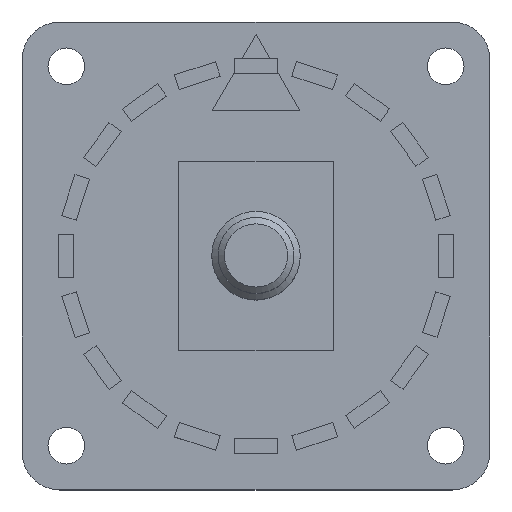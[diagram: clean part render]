
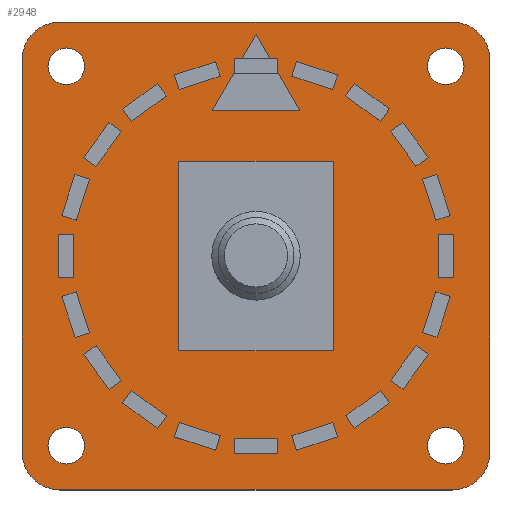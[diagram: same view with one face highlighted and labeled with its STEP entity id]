
A CAD part, top view. The second image highlights one B-rep face of the part: STEP entity #2948.
In plain terms, the highlighted planar face has unit normal (0, 0, 1).
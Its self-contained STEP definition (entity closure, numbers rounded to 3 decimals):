
#72=CIRCLE('',#3170,3.);
#74=CIRCLE('',#3174,3.);
#75=CIRCLE('',#3175,3.);
#76=CIRCLE('',#3176,3.);
#77=CIRCLE('',#3177,1.45);
#78=CIRCLE('',#3178,1.45);
#79=CIRCLE('',#3179,1.45);
#80=CIRCLE('',#3180,1.45);
#96=FACE_BOUND('',#344,.T.);
#97=FACE_BOUND('',#345,.T.);
#98=FACE_BOUND('',#346,.T.);
#99=FACE_BOUND('',#347,.T.);
#100=FACE_BOUND('',#348,.T.);
#101=FACE_BOUND('',#349,.T.);
#154=FACE_OUTER_BOUND('',#343,.T.);
#343=EDGE_LOOP('',(#2137,#2138,#2139,#2140,#2141,#2142,#2143,#2144));
#344=EDGE_LOOP('',(#2145,#2146,#2147));
#345=EDGE_LOOP('',(#2148));
#346=EDGE_LOOP('',(#2149));
#347=EDGE_LOOP('',(#2150));
#348=EDGE_LOOP('',(#2151,#2152,#2153,#2154));
#349=EDGE_LOOP('',(#2155));
#566=LINE('',#4281,#947);
#570=LINE('',#4289,#951);
#573=LINE('',#4294,#954);
#602=LINE('',#4367,#983);
#605=LINE('',#4373,#986);
#606=LINE('',#4377,#987);
#607=LINE('',#4381,#988);
#608=LINE('',#4391,#989);
#609=LINE('',#4393,#990);
#610=LINE('',#4395,#991);
#611=LINE('',#4396,#992);
#947=VECTOR('',#3463,10.);
#951=VECTOR('',#3469,10.);
#954=VECTOR('',#3474,10.);
#983=VECTOR('',#3543,10.);
#986=VECTOR('',#3548,10.);
#987=VECTOR('',#3551,10.);
#988=VECTOR('',#3554,10.);
#989=VECTOR('',#3563,10.);
#990=VECTOR('',#3564,10.);
#991=VECTOR('',#3565,10.);
#992=VECTOR('',#3566,10.);
#1304=VERTEX_POINT('',#4279);
#1305=VERTEX_POINT('',#4280);
#1308=VERTEX_POINT('',#4288);
#1329=VERTEX_POINT('',#4357);
#1330=VERTEX_POINT('',#4358);
#1333=VERTEX_POINT('',#4366);
#1335=VERTEX_POINT('',#4372);
#1336=VERTEX_POINT('',#4374);
#1337=VERTEX_POINT('',#4376);
#1338=VERTEX_POINT('',#4378);
#1339=VERTEX_POINT('',#4380);
#1340=VERTEX_POINT('',#4383);
#1341=VERTEX_POINT('',#4385);
#1342=VERTEX_POINT('',#4387);
#1343=VERTEX_POINT('',#4389);
#1344=VERTEX_POINT('',#4390);
#1345=VERTEX_POINT('',#4392);
#1346=VERTEX_POINT('',#4394);
#1347=VERTEX_POINT('',#4397);
#1595=EDGE_CURVE('',#1304,#1305,#566,.T.);
#1599=EDGE_CURVE('',#1305,#1308,#570,.T.);
#1602=EDGE_CURVE('',#1308,#1304,#573,.T.);
#1632=EDGE_CURVE('',#1329,#1330,#72,.T.);
#1636=EDGE_CURVE('',#1333,#1330,#602,.T.);
#1639=EDGE_CURVE('',#1329,#1335,#605,.T.);
#1640=EDGE_CURVE('',#1336,#1335,#74,.T.);
#1641=EDGE_CURVE('',#1336,#1337,#606,.T.);
#1642=EDGE_CURVE('',#1338,#1337,#75,.T.);
#1643=EDGE_CURVE('',#1338,#1339,#607,.T.);
#1644=EDGE_CURVE('',#1333,#1339,#76,.T.);
#1645=EDGE_CURVE('',#1340,#1340,#77,.T.);
#1646=EDGE_CURVE('',#1341,#1341,#78,.T.);
#1647=EDGE_CURVE('',#1342,#1342,#79,.T.);
#1648=EDGE_CURVE('',#1343,#1344,#608,.T.);
#1649=EDGE_CURVE('',#1344,#1345,#609,.T.);
#1650=EDGE_CURVE('',#1345,#1346,#610,.T.);
#1651=EDGE_CURVE('',#1346,#1343,#611,.T.);
#1652=EDGE_CURVE('',#1347,#1347,#80,.T.);
#2137=ORIENTED_EDGE('',*,*,#1632,.F.);
#2138=ORIENTED_EDGE('',*,*,#1639,.T.);
#2139=ORIENTED_EDGE('',*,*,#1640,.F.);
#2140=ORIENTED_EDGE('',*,*,#1641,.T.);
#2141=ORIENTED_EDGE('',*,*,#1642,.F.);
#2142=ORIENTED_EDGE('',*,*,#1643,.T.);
#2143=ORIENTED_EDGE('',*,*,#1644,.F.);
#2144=ORIENTED_EDGE('',*,*,#1636,.T.);
#2145=ORIENTED_EDGE('',*,*,#1595,.T.);
#2146=ORIENTED_EDGE('',*,*,#1599,.T.);
#2147=ORIENTED_EDGE('',*,*,#1602,.T.);
#2148=ORIENTED_EDGE('',*,*,#1645,.T.);
#2149=ORIENTED_EDGE('',*,*,#1646,.T.);
#2150=ORIENTED_EDGE('',*,*,#1647,.T.);
#2151=ORIENTED_EDGE('',*,*,#1648,.T.);
#2152=ORIENTED_EDGE('',*,*,#1649,.T.);
#2153=ORIENTED_EDGE('',*,*,#1650,.T.);
#2154=ORIENTED_EDGE('',*,*,#1651,.T.);
#2155=ORIENTED_EDGE('',*,*,#1652,.T.);
#2772=PLANE('',#3173);
#2948=ADVANCED_FACE('',(#154,#96,#97,#98,#99,#100,#101),#2772,.T.);
#3170=AXIS2_PLACEMENT_3D('',#4359,#3535,#3536);
#3173=AXIS2_PLACEMENT_3D('',#4371,#3546,#3547);
#3174=AXIS2_PLACEMENT_3D('',#4375,#3549,#3550);
#3175=AXIS2_PLACEMENT_3D('',#4379,#3552,#3553);
#3176=AXIS2_PLACEMENT_3D('',#4382,#3555,#3556);
#3177=AXIS2_PLACEMENT_3D('',#4384,#3557,#3558);
#3178=AXIS2_PLACEMENT_3D('',#4386,#3559,#3560);
#3179=AXIS2_PLACEMENT_3D('',#4388,#3561,#3562);
#3180=AXIS2_PLACEMENT_3D('',#4398,#3567,#3568);
#3463=DIRECTION('',(-1.,0.003,0.));
#3469=DIRECTION('',(0.502,0.865,0.));
#3474=DIRECTION('',(0.498,-0.867,0.));
#3535=DIRECTION('center_axis',(0.,0.,-1.));
#3536=DIRECTION('ref_axis',(-0.707,0.707,0.));
#3543=DIRECTION('',(-1.,0.,0.));
#3546=DIRECTION('center_axis',(0.,0.,1.));
#3547=DIRECTION('ref_axis',(1.,0.,0.));
#3548=DIRECTION('',(0.,-1.,0.));
#3549=DIRECTION('center_axis',(0.,0.,-1.));
#3550=DIRECTION('ref_axis',(-0.707,-0.707,0.));
#3551=DIRECTION('',(1.,0.,0.));
#3552=DIRECTION('center_axis',(0.,0.,-1.));
#3553=DIRECTION('ref_axis',(0.707,-0.707,0.));
#3554=DIRECTION('',(0.,1.,0.));
#3555=DIRECTION('center_axis',(0.,0.,-1.));
#3556=DIRECTION('ref_axis',(0.707,0.707,0.));
#3557=DIRECTION('center_axis',(0.,0.,-1.));
#3558=DIRECTION('ref_axis',(1.,0.,0.));
#3559=DIRECTION('center_axis',(0.,0.,-1.));
#3560=DIRECTION('ref_axis',(1.,0.,0.));
#3561=DIRECTION('center_axis',(0.,0.,-1.));
#3562=DIRECTION('ref_axis',(1.,0.,0.));
#3563=DIRECTION('',(1.,0.,0.));
#3564=DIRECTION('',(0.,-1.,0.));
#3565=DIRECTION('',(-1.,0.,0.));
#3566=DIRECTION('',(0.,1.,0.));
#3567=DIRECTION('center_axis',(0.,0.,-1.));
#3568=DIRECTION('ref_axis',(1.,0.,0.));
#4279=CARTESIAN_POINT('',(3.458,11.49,1.5));
#4280=CARTESIAN_POINT('',(-3.47,11.51,1.5));
#4281=CARTESIAN_POINT('',(-1.718,11.505,1.5));
#4288=CARTESIAN_POINT('',(0.011,17.5,1.5));
#4289=CARTESIAN_POINT('',(-3.791,10.957,1.5));
#4294=CARTESIAN_POINT('',(5.51,7.913,1.5));
#4357=CARTESIAN_POINT('',(-18.5,15.5,1.5));
#4358=CARTESIAN_POINT('',(-15.5,18.5,1.5));
#4359=CARTESIAN_POINT('Origin',(-15.5,15.5,1.5));
#4366=CARTESIAN_POINT('',(15.5,18.5,1.5));
#4367=CARTESIAN_POINT('',(-18.5,18.5,1.5));
#4371=CARTESIAN_POINT('Origin',(0.,0.,1.5));
#4372=CARTESIAN_POINT('',(-18.5,-15.5,1.5));
#4373=CARTESIAN_POINT('',(-18.5,-18.5,1.5));
#4374=CARTESIAN_POINT('',(-15.5,-18.5,1.5));
#4375=CARTESIAN_POINT('Origin',(-15.5,-15.5,1.5));
#4376=CARTESIAN_POINT('',(15.5,-18.5,1.5));
#4377=CARTESIAN_POINT('',(18.5,-18.5,1.5));
#4378=CARTESIAN_POINT('',(18.5,-15.5,1.5));
#4379=CARTESIAN_POINT('Origin',(15.5,-15.5,1.5));
#4380=CARTESIAN_POINT('',(18.5,15.5,1.5));
#4381=CARTESIAN_POINT('',(18.5,18.5,1.5));
#4382=CARTESIAN_POINT('Origin',(15.5,15.5,1.5));
#4383=CARTESIAN_POINT('',(-16.45,-15.,1.5));
#4384=CARTESIAN_POINT('Origin',(-15.,-15.,1.5));
#4385=CARTESIAN_POINT('',(13.55,-15.,1.5));
#4386=CARTESIAN_POINT('Origin',(15.,-15.,1.5));
#4387=CARTESIAN_POINT('',(13.55,15.,1.5));
#4388=CARTESIAN_POINT('Origin',(15.,15.,1.5));
#4389=CARTESIAN_POINT('',(-6.1,7.5,1.5));
#4390=CARTESIAN_POINT('',(6.1,7.5,1.5));
#4391=CARTESIAN_POINT('',(-6.1,7.5,1.5));
#4392=CARTESIAN_POINT('',(6.1,-7.5,1.5));
#4393=CARTESIAN_POINT('',(6.1,7.5,1.5));
#4394=CARTESIAN_POINT('',(-6.1,-7.5,1.5));
#4395=CARTESIAN_POINT('',(6.1,-7.5,1.5));
#4396=CARTESIAN_POINT('',(-6.1,-7.5,1.5));
#4397=CARTESIAN_POINT('',(-16.45,15.,1.5));
#4398=CARTESIAN_POINT('Origin',(-15.,15.,1.5));
